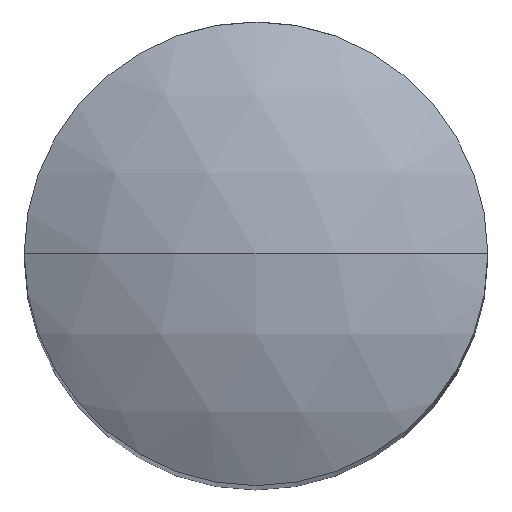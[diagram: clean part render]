
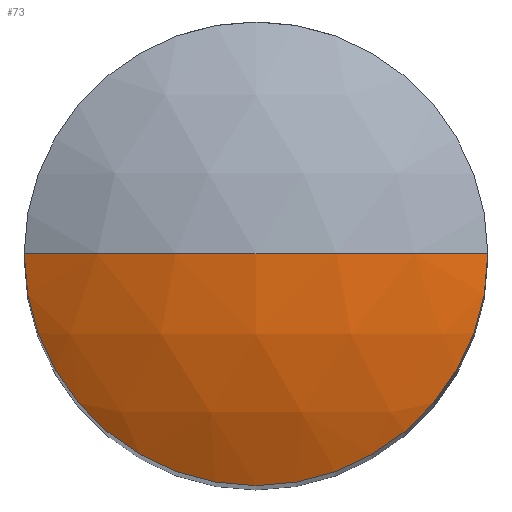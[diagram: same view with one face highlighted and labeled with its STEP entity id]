
A CAD part, top view. The second image highlights one B-rep face of the part: STEP entity #73.
In plain terms, the highlighted spherical face has radius 12 mm.
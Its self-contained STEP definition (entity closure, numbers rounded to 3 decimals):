
#14 = CARTESIAN_POINT ( 'NONE',  ( -6., 0., 33.392 ) ) ;
#17 = VERTEX_POINT ( 'NONE', #14 ) ;
#21 = FACE_OUTER_BOUND ( 'NONE', #482, .T. ) ;
#73 = ADVANCED_FACE ( 'NONE', ( #21 ), #374, .T. ) ;
#114 = ORIENTED_EDGE ( 'NONE', *, *, #483, .F. ) ;
#116 = DIRECTION ( 'NONE',  ( 0., -1., 0. ) ) ;
#152 = EDGE_CURVE ( 'NONE', #717, #783, #355, .T. ) ;
#209 = CIRCLE ( 'NONE', #247, 12. ) ;
#224 = CIRCLE ( 'NONE', #371, 6. ) ;
#247 = AXIS2_PLACEMENT_3D ( 'NONE', #529, #116, #595 ) ;
#256 = CARTESIAN_POINT ( 'NONE',  ( 0., 0., 35. ) ) ;
#355 = CIRCLE ( 'NONE', #429, 12. ) ;
#359 = CARTESIAN_POINT ( 'NONE',  ( 6., 0., 33.392 ) ) ;
#361 = ORIENTED_EDGE ( 'NONE', *, *, #678, .T. ) ;
#371 = AXIS2_PLACEMENT_3D ( 'NONE', #755, #691, #681 ) ;
#374 = SPHERICAL_SURFACE ( 'NONE', #456, 12. ) ;
#429 = AXIS2_PLACEMENT_3D ( 'NONE', #815, #795, #777 ) ;
#450 = DIRECTION ( 'NONE',  ( 0., -1., 0. ) ) ;
#453 = DIRECTION ( 'NONE',  ( 1., 0., 0. ) ) ;
#456 = AXIS2_PLACEMENT_3D ( 'NONE', #824, #450, #453 ) ;
#460 = ORIENTED_EDGE ( 'NONE', *, *, #152, .F. ) ;
#482 = EDGE_LOOP ( 'NONE', ( #460, #361, #114 ) ) ;
#483 = EDGE_CURVE ( 'NONE', #783, #17, #224, .T. ) ;
#529 = CARTESIAN_POINT ( 'NONE',  ( 0., 0., 23. ) ) ;
#595 = DIRECTION ( 'NONE',  ( 1., 0., 0. ) ) ;
#678 = EDGE_CURVE ( 'NONE', #717, #17, #209, .T. ) ;
#681 = DIRECTION ( 'NONE',  ( -1., 0., 0. ) ) ;
#691 = DIRECTION ( 'NONE',  ( 0., 0., -1. ) ) ;
#717 = VERTEX_POINT ( 'NONE', #256 ) ;
#755 = CARTESIAN_POINT ( 'NONE',  ( 0., 0., 33.392 ) ) ;
#777 = DIRECTION ( 'NONE',  ( 0., 0., 1. ) ) ;
#783 = VERTEX_POINT ( 'NONE', #359 ) ;
#795 = DIRECTION ( 'NONE',  ( 0., 1., 0. ) ) ;
#815 = CARTESIAN_POINT ( 'NONE',  ( 0., 0., 23. ) ) ;
#824 = CARTESIAN_POINT ( 'NONE',  ( 0., 0., 23. ) ) ;
